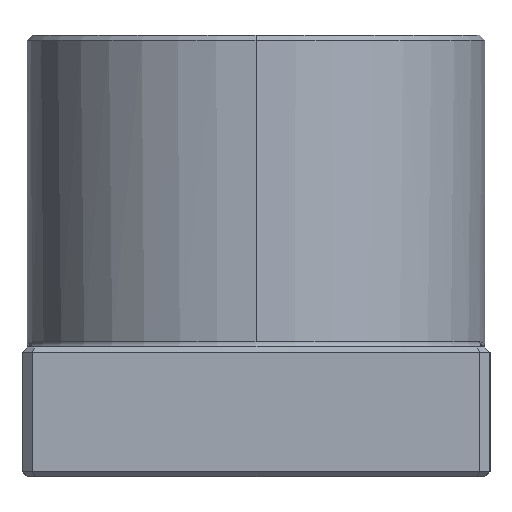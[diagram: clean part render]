
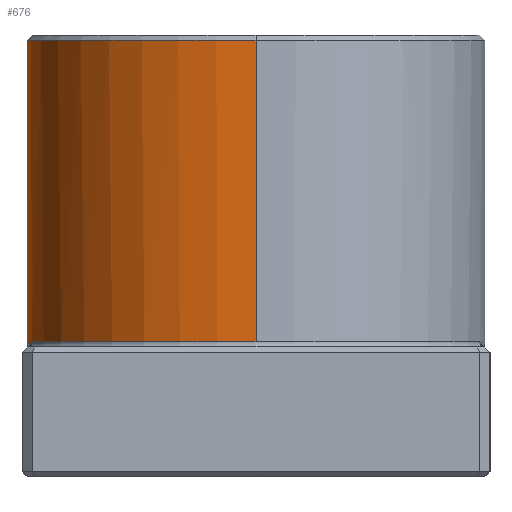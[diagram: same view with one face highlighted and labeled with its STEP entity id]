
A CAD part, left-side view. The second image highlights one B-rep face of the part: STEP entity #676.
In plain terms, the highlighted cylindrical face has radius 44 mm (diameter 88 mm), a partial arc.
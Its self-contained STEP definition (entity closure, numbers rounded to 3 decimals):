
#95 = CARTESIAN_POINT ( 'NONE',  ( 0., 44., 25. ) ) ;
#110 = CARTESIAN_POINT ( 'NONE',  ( -9.224, 43.022, 26. ) ) ;
#149 = ORIENTED_EDGE ( 'NONE', *, *, #854, .T. ) ;
#154 = EDGE_CURVE ( 'NONE', #248, #886, #606, .T. ) ;
#158 = EDGE_CURVE ( 'NONE', #735, #2927, #1972, .T. ) ;
#173 = CARTESIAN_POINT ( 'NONE',  ( 0., 44., 25. ) ) ;
#181 = EDGE_CURVE ( 'NONE', #2927, #636, #1710, .T. ) ;
#200 = EDGE_CURVE ( 'NONE', #636, #672, #3207, .T. ) ;
#205 = EDGE_CURVE ( 'NONE', #206, #672, #1928, .T. ) ;
#206 = VERTEX_POINT ( 'NONE', #1986 ) ;
#248 = VERTEX_POINT ( 'NONE', #1444 ) ;
#356 = DIRECTION ( 'NONE',  ( 0., 0., -1. ) ) ;
#366 = CARTESIAN_POINT ( 'NONE',  ( -0.385, 44., 25.059 ) ) ;
#381 = DIRECTION ( 'NONE',  ( 0., 0., -1. ) ) ;
#426 = CARTESIAN_POINT ( 'NONE',  ( 44., 0., 26. ) ) ;
#585 = DIRECTION ( 'NONE',  ( -1., 0., 0. ) ) ;
#606 = LINE ( 'NONE', #2409, #1219 ) ;
#629 = CARTESIAN_POINT ( 'NONE',  ( 8.46, 43.186, 26. ) ) ;
#636 = VERTEX_POINT ( 'NONE', #2917 ) ;
#639 = CARTESIAN_POINT ( 'NONE',  ( -0.771, 43.995, 25.118 ) ) ;
#672 = VERTEX_POINT ( 'NONE', #1903 ) ;
#676 = ADVANCED_FACE ( 'NONE', ( #2013 ), #1216, .T. ) ;
#707 = AXIS2_PLACEMENT_3D ( 'NONE', #2403, #2666, #585 ) ;
#735 = VERTEX_POINT ( 'NONE', #873 ) ;
#798 = CIRCLE ( 'NONE', #3134, 44. ) ;
#807 = ORIENTED_EDGE ( 'NONE', *, *, #2034, .T. ) ;
#854 = EDGE_CURVE ( 'NONE', #206, #248, #798, .T. ) ;
#873 = CARTESIAN_POINT ( 'NONE',  ( 9.224, 43.022, 26. ) ) ;
#886 = VERTEX_POINT ( 'NONE', #426 ) ;
#895 = CARTESIAN_POINT ( 'NONE',  ( -1.927, 43.959, 25.291 ) ) ;
#908 = CARTESIAN_POINT ( 'NONE',  ( 0., 0., 26. ) ) ;
#941 = ORIENTED_EDGE ( 'NONE', *, *, #154, .T. ) ;
#972 = ORIENTED_EDGE ( 'NONE', *, *, #158, .T. ) ;
#1148 = CARTESIAN_POINT ( 'NONE',  ( 6.154, 43.575, 25.837 ) ) ;
#1162 = CARTESIAN_POINT ( 'NONE',  ( -3.849, 43.838, 25.565 ) ) ;
#1177 = DIRECTION ( 'NONE',  ( 1., 0., 0. ) ) ;
#1205 = CARTESIAN_POINT ( 'NONE',  ( 0., 0., 84. ) ) ;
#1213 = CARTESIAN_POINT ( 'NONE',  ( 0., 0., 26. ) ) ;
#1216 = CYLINDRICAL_SURFACE ( 'NONE', #707, 44. ) ;
#1219 = VECTOR ( 'NONE', #356, 1000. ) ;
#1271 = ORIENTED_EDGE ( 'NONE', *, *, #200, .T. ) ;
#1418 = CARTESIAN_POINT ( 'NONE',  ( 3.081, 43.919, 25.471 ) ) ;
#1433 = CARTESIAN_POINT ( 'NONE',  ( -6.154, 43.575, 25.837 ) ) ;
#1444 = CARTESIAN_POINT ( 'NONE',  ( 44., 0., 84. ) ) ;
#1449 = CARTESIAN_POINT ( 'NONE',  ( -44., 0., 85. ) ) ;
#1479 = DIRECTION ( 'NONE',  ( 1., 0., 0. ) ) ;
#1488 = DIRECTION ( 'NONE',  ( 1., 0., 0. ) ) ;
#1692 = EDGE_LOOP ( 'NONE', ( #149, #941, #807, #972, #2393, #1271, #2490 ) ) ;
#1695 = CARTESIAN_POINT ( 'NONE',  ( 0., 44., 25. ) ) ;
#1705 = CARTESIAN_POINT ( 'NONE',  ( -8.46, 43.186, 26. ) ) ;
#1710 = B_SPLINE_CURVE_WITH_KNOTS ( 'NONE', 3,
 ( #95, #366, #639, #2459, #895, #2718, #1162, #2977, #1433, #3241, #1705, #110 ),
 .UNSPECIFIED., .F., .F.,
 ( 4, 2, 2, 2, 2, 4 ),
 ( 0., 0.001, 0.002, 0.005, 0.007, 0.009 ),
 .UNSPECIFIED. ) ;
#1802 = AXIS2_PLACEMENT_3D ( 'NONE', #1213, #3021, #1488 ) ;
#1848 = VECTOR ( 'NONE', #381, 1000. ) ;
#1903 = CARTESIAN_POINT ( 'NONE',  ( -44., 0., 26. ) ) ;
#1928 = LINE ( 'NONE', #1449, #1848 ) ;
#1944 = CARTESIAN_POINT ( 'NONE',  ( 7.692, 43.329, 25.96 ) ) ;
#1972 = B_SPLINE_CURVE_WITH_KNOTS ( 'NONE', 3,
 ( #2709, #629, #1944, #1148, #2968, #1418, #3228, #1695 ),
 .UNSPECIFIED., .F., .F.,
 ( 4, 2, 2, 4 ),
 ( 0., 0.002, 0.005, 0.009 ),
 .UNSPECIFIED. ) ;
#1986 = CARTESIAN_POINT ( 'NONE',  ( -44., 0., 84. ) ) ;
#2013 = FACE_OUTER_BOUND ( 'NONE', #1692, .T. ) ;
#2034 = EDGE_CURVE ( 'NONE', #886, #735, #2228, .T. ) ;
#2228 = CIRCLE ( 'NONE', #1802, 44. ) ;
#2393 = ORIENTED_EDGE ( 'NONE', *, *, #181, .T. ) ;
#2403 = CARTESIAN_POINT ( 'NONE',  ( 0., 0., 85. ) ) ;
#2409 = CARTESIAN_POINT ( 'NONE',  ( 44., 0., 85. ) ) ;
#2459 = CARTESIAN_POINT ( 'NONE',  ( -1.542, 43.975, 25.234 ) ) ;
#2490 = ORIENTED_EDGE ( 'NONE', *, *, #205, .F. ) ;
#2666 = DIRECTION ( 'NONE',  ( 0., 0., -1. ) ) ;
#2709 = CARTESIAN_POINT ( 'NONE',  ( 9.224, 43.022, 26. ) ) ;
#2718 = CARTESIAN_POINT ( 'NONE',  ( -3.081, 43.899, 25.459 ) ) ;
#2735 = DIRECTION ( 'NONE',  ( 0., 0., 1. ) ) ;
#2814 = AXIS2_PLACEMENT_3D ( 'NONE', #908, #2735, #1177 ) ;
#2917 = CARTESIAN_POINT ( 'NONE',  ( -9.224, 43.022, 26. ) ) ;
#2927 = VERTEX_POINT ( 'NONE', #173 ) ;
#2968 = CARTESIAN_POINT ( 'NONE',  ( 5.386, 43.676, 25.754 ) ) ;
#2977 = CARTESIAN_POINT ( 'NONE',  ( -5.386, 43.676, 25.754 ) ) ;
#3018 = DIRECTION ( 'NONE',  ( 0., 0., -1. ) ) ;
#3021 = DIRECTION ( 'NONE',  ( 0., 0., 1. ) ) ;
#3134 = AXIS2_PLACEMENT_3D ( 'NONE', #1205, #3018, #1479 ) ;
#3207 = CIRCLE ( 'NONE', #2814, 44. ) ;
#3228 = CARTESIAN_POINT ( 'NONE',  ( 1.545, 44., 25.236 ) ) ;
#3241 = CARTESIAN_POINT ( 'NONE',  ( -7.692, 43.329, 25.96 ) ) ;
